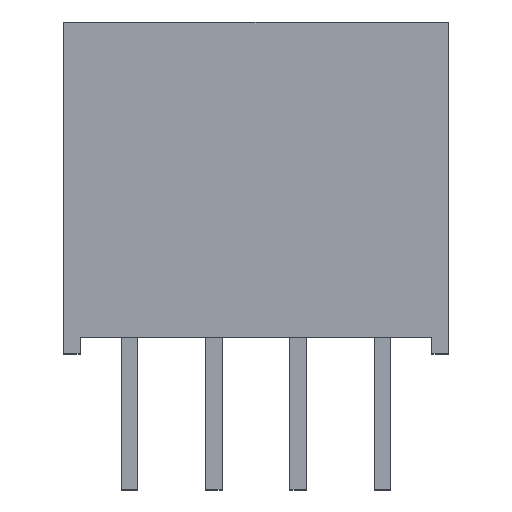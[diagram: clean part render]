
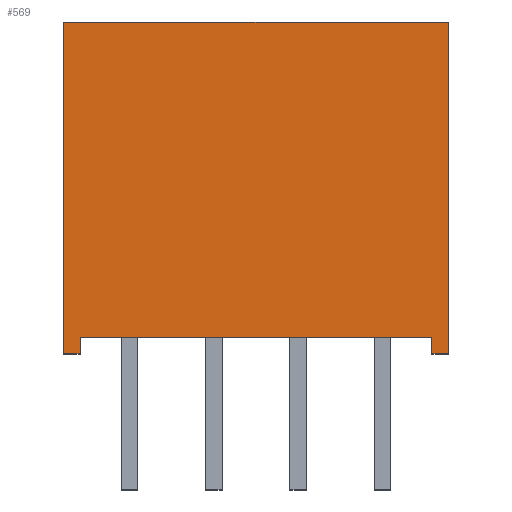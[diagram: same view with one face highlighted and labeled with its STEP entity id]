
A CAD part, top view. The second image highlights one B-rep face of the part: STEP entity #569.
In plain terms, the highlighted planar face has unit normal (0, 0, 1).
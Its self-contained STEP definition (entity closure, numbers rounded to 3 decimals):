
#46=FACE_OUTER_BOUND('',#80,.T.);
#80=EDGE_LOOP('',(#478,#479,#480,#481,#482,#483,#484,#485));
#133=LINE('',#858,#205);
#135=LINE('',#863,#207);
#138=LINE('',#870,#210);
#142=LINE('',#878,#214);
#144=LINE('',#881,#216);
#146=LINE('',#885,#218);
#152=LINE('',#896,#224);
#153=LINE('',#898,#225);
#205=VECTOR('',#710,10.);
#207=VECTOR('',#714,10.);
#210=VECTOR('',#719,10.);
#214=VECTOR('',#725,10.);
#216=VECTOR('',#729,10.);
#218=VECTOR('',#733,10.);
#224=VECTOR('',#743,10.);
#225=VECTOR('',#746,10.);
#259=VERTEX_POINT('',#852);
#261=VERTEX_POINT('',#856);
#263=VERTEX_POINT('',#861);
#264=VERTEX_POINT('',#866);
#266=VERTEX_POINT('',#869);
#269=VERTEX_POINT('',#877);
#270=VERTEX_POINT('',#884);
#273=VERTEX_POINT('',#894);
#325=EDGE_CURVE('',#259,#261,#133,.T.);
#327=EDGE_CURVE('',#263,#261,#135,.T.);
#330=EDGE_CURVE('',#264,#266,#138,.T.);
#334=EDGE_CURVE('',#266,#269,#142,.T.);
#336=EDGE_CURVE('',#259,#264,#144,.T.);
#338=EDGE_CURVE('',#270,#269,#146,.T.);
#344=EDGE_CURVE('',#263,#273,#152,.T.);
#345=EDGE_CURVE('',#270,#273,#153,.T.);
#478=ORIENTED_EDGE('',*,*,#344,.T.);
#479=ORIENTED_EDGE('',*,*,#345,.F.);
#480=ORIENTED_EDGE('',*,*,#338,.T.);
#481=ORIENTED_EDGE('',*,*,#334,.F.);
#482=ORIENTED_EDGE('',*,*,#330,.F.);
#483=ORIENTED_EDGE('',*,*,#336,.F.);
#484=ORIENTED_EDGE('',*,*,#325,.T.);
#485=ORIENTED_EDGE('',*,*,#327,.F.);
#518=PLANE('',#613);
#569=ADVANCED_FACE('',(#46),#518,.T.);
#613=AXIS2_PLACEMENT_3D('',#897,#744,#745);
#710=DIRECTION('',(0.,-1.,0.));
#714=DIRECTION('',(-1.,0.,0.));
#719=DIRECTION('',(0.,-1.,0.));
#725=DIRECTION('',(-1.,0.,0.));
#729=DIRECTION('',(-1.,0.,0.));
#733=DIRECTION('',(0.,-1.,0.));
#743=DIRECTION('',(0.,1.,0.));
#744=DIRECTION('center_axis',(0.,0.,1.));
#745=DIRECTION('ref_axis',(1.,0.,0.));
#746=DIRECTION('',(1.,0.,0.));
#852=CARTESIAN_POINT('',(5.3,0.,3.));
#856=CARTESIAN_POINT('',(5.3,-0.5,3.));
#858=CARTESIAN_POINT('',(5.3,0.,3.));
#861=CARTESIAN_POINT('',(5.8,-0.5,3.));
#863=CARTESIAN_POINT('',(5.8,-0.5,3.));
#866=CARTESIAN_POINT('',(-5.3,0.,3.));
#869=CARTESIAN_POINT('',(-5.3,-0.5,3.));
#870=CARTESIAN_POINT('',(-5.3,0.,3.));
#877=CARTESIAN_POINT('',(-5.8,-0.5,3.));
#878=CARTESIAN_POINT('',(-5.8,-0.5,3.));
#881=CARTESIAN_POINT('',(5.8,0.,3.));
#884=CARTESIAN_POINT('',(-5.8,9.5,3.));
#885=CARTESIAN_POINT('',(-5.8,0.,3.));
#894=CARTESIAN_POINT('',(5.8,9.5,3.));
#896=CARTESIAN_POINT('',(5.8,0.,3.));
#897=CARTESIAN_POINT('Origin',(-5.8,0.,3.));
#898=CARTESIAN_POINT('',(5.8,9.5,3.));
